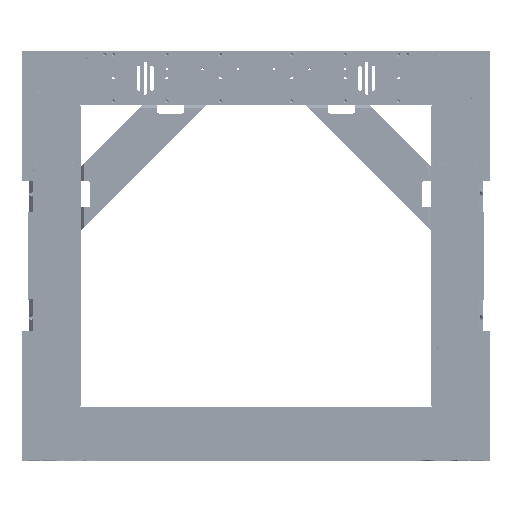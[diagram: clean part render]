
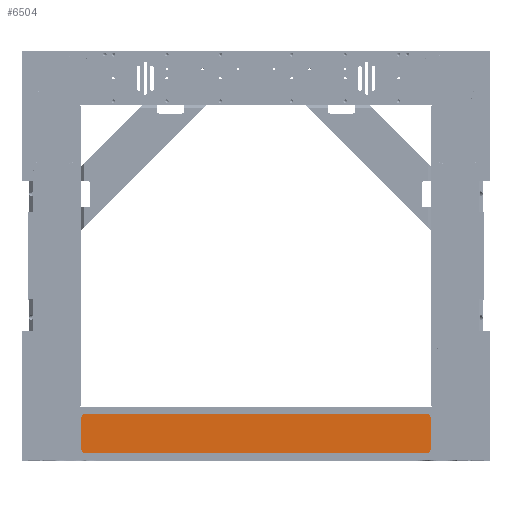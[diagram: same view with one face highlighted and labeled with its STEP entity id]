
A CAD part, top view. The second image highlights one B-rep face of the part: STEP entity #6504.
In plain terms, the highlighted planar face has unit normal (0, 0, 1).
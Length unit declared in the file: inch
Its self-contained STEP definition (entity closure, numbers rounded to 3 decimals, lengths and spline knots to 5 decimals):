
#1600 = VECTOR ( 'NONE', #65980, 39.37008 ) ;
#2125 = DIRECTION ( 'NONE',  ( 1., 0., 0. ) ) ;
#2676 = AXIS2_PLACEMENT_3D ( 'NONE', #44571, #3106, #51543 ) ;
#2734 = ORIENTED_EDGE ( 'NONE', *, *, #50218, .T. ) ;
#3106 = DIRECTION ( 'NONE',  ( 0., 0., 1. ) ) ;
#5623 = VECTOR ( 'NONE', #18919, 39.37008 ) ;
#6051 = AXIS2_PLACEMENT_3D ( 'NONE', #85169, #43624, #2125 ) ;
#6412 = CARTESIAN_POINT ( 'NONE',  ( 9.795, 0.84, 6.06 ) ) ;
#6504 = ADVANCED_FACE ( 'NONE', ( #83330 ), #67431, .T. ) ;
#10636 = CARTESIAN_POINT ( 'NONE',  ( 9.545, 2.56, 6.06 ) ) ;
#11360 = ORIENTED_EDGE ( 'NONE', *, *, #45687, .T. ) ;
#11829 = VERTEX_POINT ( 'NONE', #6412 ) ;
#14864 = AXIS2_PLACEMENT_3D ( 'NONE', #46842, #60778, #19333 ) ;
#17584 = DIRECTION ( 'NONE',  ( 1., 0., 0. ) ) ;
#17598 = CARTESIAN_POINT ( 'NONE',  ( 9.795, 2.81, 6.06 ) ) ;
#18899 = CARTESIAN_POINT ( 'NONE',  ( -9.545, 0.84, 6.06 ) ) ;
#18919 = DIRECTION ( 'NONE',  ( 0., 1., 0. ) ) ;
#19147 = VERTEX_POINT ( 'NONE', #38404 ) ;
#19333 = DIRECTION ( 'NONE',  ( 1., 0., 0. ) ) ;
#25849 = DIRECTION ( 'NONE',  ( 1., 0., 0. ) ) ;
#26731 = CARTESIAN_POINT ( 'NONE',  ( -9.545, 2.81, 6.06 ) ) ;
#28666 = ORIENTED_EDGE ( 'NONE', *, *, #81154, .T. ) ;
#32041 = LINE ( 'NONE', #61335, #68876 ) ;
#33482 = CARTESIAN_POINT ( 'NONE',  ( 9.795, 0.59, 6.06 ) ) ;
#34587 = CIRCLE ( 'NONE', #2676, 0.25 ) ;
#34780 = LINE ( 'NONE', #33482, #78180 ) ;
#38404 = CARTESIAN_POINT ( 'NONE',  ( 9.545, 2.81, 6.06 ) ) ;
#40450 = DIRECTION ( 'NONE',  ( 1., 0., 0. ) ) ;
#40753 = EDGE_LOOP ( 'NONE', ( #70098, #74056, #50258, #2734, #82877, #11360, #28666, #84055 ) ) ;
#41318 = EDGE_CURVE ( 'NONE', #11829, #54619, #70592, .T. ) ;
#43624 = DIRECTION ( 'NONE',  ( 0., 0., 1. ) ) ;
#44571 = CARTESIAN_POINT ( 'NONE',  ( 9.545, 0.84, 6.06 ) ) ;
#45687 = EDGE_CURVE ( 'NONE', #81250, #74323, #62619, .T. ) ;
#45794 = CARTESIAN_POINT ( 'NONE',  ( 9.545, 0.59, 6.06 ) ) ;
#46842 = CARTESIAN_POINT ( 'NONE',  ( -9.795, 2.81, 6.06 ) ) ;
#49714 = CARTESIAN_POINT ( 'NONE',  ( 9.795, 2.56, 6.06 ) ) ;
#50218 = EDGE_CURVE ( 'NONE', #72636, #71617, #88054, .T. ) ;
#50258 = ORIENTED_EDGE ( 'NONE', *, *, #75744, .T. ) ;
#51497 = LINE ( 'NONE', #17598, #1600 ) ;
#51543 = DIRECTION ( 'NONE',  ( 1., 0., 0. ) ) ;
#54619 = VERTEX_POINT ( 'NONE', #49714 ) ;
#59026 = DIRECTION ( 'NONE',  ( 0., 0., 1. ) ) ;
#60778 = DIRECTION ( 'NONE',  ( 0., 0., 1. ) ) ;
#61335 = CARTESIAN_POINT ( 'NONE',  ( -9.795, 0.59, 6.06 ) ) ;
#61364 = EDGE_CURVE ( 'NONE', #54619, #19147, #65375, .T. ) ;
#62619 = CIRCLE ( 'NONE', #84723, 0.25 ) ;
#62645 = EDGE_CURVE ( 'NONE', #84905, #11829, #34587, .T. ) ;
#65375 = CIRCLE ( 'NONE', #85658, 0.25 ) ;
#65980 = DIRECTION ( 'NONE',  ( -1., 0., 0. ) ) ;
#67304 = DIRECTION ( 'NONE',  ( 0., 0., 1. ) ) ;
#67430 = EDGE_CURVE ( 'NONE', #71617, #81250, #32041, .T. ) ;
#67431 = PLANE ( 'NONE',  #14864 ) ;
#68307 = DIRECTION ( 'NONE',  ( 0., -1., 0. ) ) ;
#68876 = VECTOR ( 'NONE', #68307, 39.37008 ) ;
#70098 = ORIENTED_EDGE ( 'NONE', *, *, #41318, .T. ) ;
#70592 = LINE ( 'NONE', #88331, #5623 ) ;
#71617 = VERTEX_POINT ( 'NONE', #71656 ) ;
#71656 = CARTESIAN_POINT ( 'NONE',  ( -9.795, 2.56, 6.06 ) ) ;
#72636 = VERTEX_POINT ( 'NONE', #26731 ) ;
#74056 = ORIENTED_EDGE ( 'NONE', *, *, #61364, .T. ) ;
#74323 = VERTEX_POINT ( 'NONE', #89521 ) ;
#75744 = EDGE_CURVE ( 'NONE', #19147, #72636, #51497, .T. ) ;
#76194 = CARTESIAN_POINT ( 'NONE',  ( -9.795, 0.84, 6.06 ) ) ;
#78180 = VECTOR ( 'NONE', #40450, 39.37008 ) ;
#81154 = EDGE_CURVE ( 'NONE', #74323, #84905, #34780, .T. ) ;
#81250 = VERTEX_POINT ( 'NONE', #76194 ) ;
#82877 = ORIENTED_EDGE ( 'NONE', *, *, #67430, .T. ) ;
#83330 = FACE_OUTER_BOUND ( 'NONE', #40753, .T. ) ;
#84055 = ORIENTED_EDGE ( 'NONE', *, *, #62645, .T. ) ;
#84723 = AXIS2_PLACEMENT_3D ( 'NONE', #18899, #67304, #25849 ) ;
#84905 = VERTEX_POINT ( 'NONE', #45794 ) ;
#85169 = CARTESIAN_POINT ( 'NONE',  ( -9.545, 2.56, 6.06 ) ) ;
#85658 = AXIS2_PLACEMENT_3D ( 'NONE', #10636, #59026, #17584 ) ;
#88054 = CIRCLE ( 'NONE', #6051, 0.25 ) ;
#88331 = CARTESIAN_POINT ( 'NONE',  ( 9.795, 0.59, 6.06 ) ) ;
#89521 = CARTESIAN_POINT ( 'NONE',  ( -9.545, 0.59, 6.06 ) ) ;
